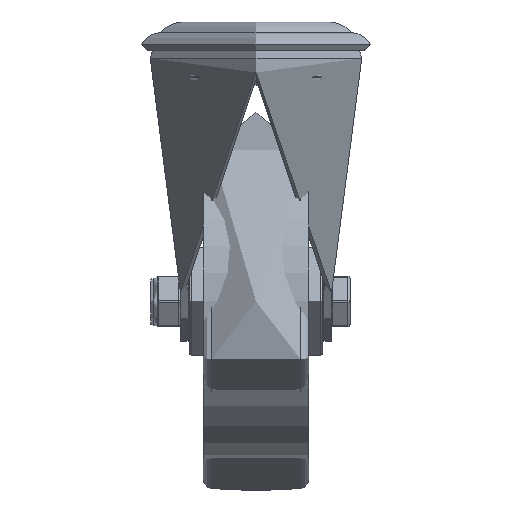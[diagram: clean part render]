
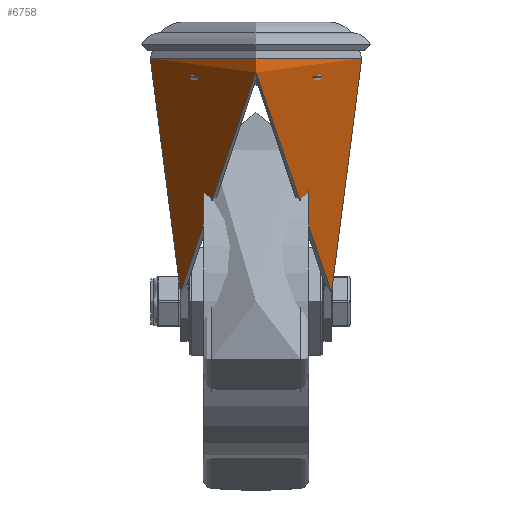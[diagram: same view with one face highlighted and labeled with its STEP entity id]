
A CAD part, left-side view. The second image highlights one B-rep face of the part: STEP entity #6758.
In plain terms, the highlighted cylindrical face has radius 35 mm (diameter 70 mm), a full revolution.
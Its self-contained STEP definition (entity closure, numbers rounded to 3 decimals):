
#204=B_SPLINE_CURVE_WITH_KNOTS('',3,(#10165,#10166,#10167,#10168,#10169,
#10170,#10171,#10172,#10173,#10174),.UNSPECIFIED.,.F.,.F.,(4,2,2,2,4),(-1.321,
-1.192,-1.063,-0.969,-0.875),
 .UNSPECIFIED.);
#205=B_SPLINE_CURVE_WITH_KNOTS('',3,(#10178,#10179,#10180,#10181,#10182,
#10183,#10184,#10185,#10186,#10187,#10188,#10189,#10190,#10191,#10192,#10193,
#10194,#10195,#10196,#10197,#10198,#10199,#10200,#10201,#10202,#10203,#10204,
#10205,#10206,#10207,#10208,#10209,#10210,#10211,#10212,#10213,#10214,#10215,
#10216,#10217,#10218,#10219,#10220,#10221,#10222,#10223,#10224,#10225,#10226,
#10227),.UNSPECIFIED.,.F.,.F.,(4,2,2,2,2,2,2,2,2,2,2,2,2,2,2,2,2,2,2,2,
2,2,2,2,4),(-24.922,-24.34,-23.155,-21.971,
-20.786,-19.761,-18.737,-17.712,
-16.688,-16.046,-15.403,-14.761,-14.119,
-13.477,-12.835,-12.192,-11.55,
-10.526,-9.501,-8.477,-7.452,
-6.268,-5.083,-3.898,-3.316),
 .UNSPECIFIED.);
#206=B_SPLINE_CURVE_WITH_KNOTS('',3,(#10230,#10231,#10232,#10233,#10234,
#10235,#10236,#10237,#10238,#10239),.UNSPECIFIED.,.F.,.F.,(4,2,2,2,4),(0.,
0.094,0.188,0.317,0.447),
 .UNSPECIFIED.);
#718=CYLINDRICAL_SURFACE('',#7390,35.);
#886=FACE_OUTER_BOUND('',#1312,.T.);
#1312=EDGE_LOOP('',(#4855,#4856,#4857,#4858,#4859,#4860,#4861,#4862,#4863,
#4864));
#1744=LINE('',#10161,#2233);
#1745=LINE('',#10176,#2234);
#1746=LINE('',#10229,#2235);
#2233=VECTOR('',#8271,35.);
#2234=VECTOR('',#8274,1000.);
#2235=VECTOR('',#8275,1000.);
#2775=CIRCLE('',#7379,35.);
#2784=CIRCLE('',#7391,35.);
#2785=CIRCLE('',#7392,35.);
#3078=VERTEX_POINT('',#10140);
#3084=VERTEX_POINT('',#10158);
#3085=VERTEX_POINT('',#10159);
#3086=VERTEX_POINT('',#10162);
#3087=VERTEX_POINT('',#10164);
#3088=VERTEX_POINT('',#10175);
#3089=VERTEX_POINT('',#10177);
#3090=VERTEX_POINT('',#10228);
#3746=EDGE_CURVE('',#3078,#3078,#2775,.T.);
#3755=EDGE_CURVE('',#3084,#3085,#2784,.T.);
#3756=EDGE_CURVE('',#3085,#3078,#1744,.T.);
#3757=EDGE_CURVE('',#3085,#3086,#2785,.T.);
#3758=EDGE_CURVE('',#3087,#3086,#204,.F.);
#3759=EDGE_CURVE('',#3087,#3088,#1745,.T.);
#3760=EDGE_CURVE('',#3088,#3089,#205,.T.);
#3761=EDGE_CURVE('',#3089,#3090,#1746,.T.);
#3762=EDGE_CURVE('',#3084,#3090,#206,.F.);
#4855=ORIENTED_EDGE('',*,*,#3755,.T.);
#4856=ORIENTED_EDGE('',*,*,#3756,.T.);
#4857=ORIENTED_EDGE('',*,*,#3746,.F.);
#4858=ORIENTED_EDGE('',*,*,#3756,.F.);
#4859=ORIENTED_EDGE('',*,*,#3757,.T.);
#4860=ORIENTED_EDGE('',*,*,#3758,.F.);
#4861=ORIENTED_EDGE('',*,*,#3759,.T.);
#4862=ORIENTED_EDGE('',*,*,#3760,.T.);
#4863=ORIENTED_EDGE('',*,*,#3761,.T.);
#4864=ORIENTED_EDGE('',*,*,#3762,.F.);
#6758=ADVANCED_FACE('',(#886),#718,.T.);
#7379=AXIS2_PLACEMENT_3D('',#10141,#8245,#8246);
#7390=AXIS2_PLACEMENT_3D('',#10157,#8267,#8268);
#7391=AXIS2_PLACEMENT_3D('',#10160,#8269,#8270);
#7392=AXIS2_PLACEMENT_3D('',#10163,#8272,#8273);
#8245=DIRECTION('center_axis',(0.,0.,1.));
#8246=DIRECTION('ref_axis',(-1.,0.,0.));
#8267=DIRECTION('center_axis',(0.,0.,-1.));
#8268=DIRECTION('ref_axis',(-1.,0.,0.));
#8269=DIRECTION('center_axis',(0.,0.,1.));
#8270=DIRECTION('ref_axis',(-1.,0.,0.));
#8271=DIRECTION('',(0.,0.,1.));
#8272=DIRECTION('center_axis',(0.,0.,1.));
#8273=DIRECTION('ref_axis',(-1.,0.,0.));
#8274=DIRECTION('',(0.,0.,-1.));
#8275=DIRECTION('',(0.,0.,1.));
#10140=CARTESIAN_POINT('',(35.,0.,-2.5));
#10141=CARTESIAN_POINT('Origin',(0.,0.,
-2.5));
#10157=CARTESIAN_POINT('Origin',(0.,0.,
0.));
#10158=CARTESIAN_POINT('',(26.81,-22.5,-4.));
#10159=CARTESIAN_POINT('',(35.,0.,-4.));
#10160=CARTESIAN_POINT('Origin',(0.,0.,
-4.));
#10161=CARTESIAN_POINT('',(35.,0.,0.));
#10162=CARTESIAN_POINT('',(26.81,22.5,-4.));
#10163=CARTESIAN_POINT('Origin',(0.,0.,
-4.));
#10164=CARTESIAN_POINT('',(24.495,25.,-6.5));
#10165=CARTESIAN_POINT('Ctrl Pts',(26.81,22.5,-4.));
#10166=CARTESIAN_POINT('Ctrl Pts',(26.533,22.83,-4.));
#10167=CARTESIAN_POINT('Ctrl Pts',(26.227,23.18,-4.068));
#10168=CARTESIAN_POINT('Ctrl Pts',(25.638,23.83,-4.354));
#10169=CARTESIAN_POINT('Ctrl Pts',(25.354,24.13,-4.57));
#10170=CARTESIAN_POINT('Ctrl Pts',(24.951,24.546,-5.039));
#10171=CARTESIAN_POINT('Ctrl Pts',(24.788,24.71,-5.291));
#10172=CARTESIAN_POINT('Ctrl Pts',(24.559,24.937,-5.865));
#10173=CARTESIAN_POINT('Ctrl Pts',(24.495,25.,-6.186));
#10174=CARTESIAN_POINT('Ctrl Pts',(24.495,25.,-6.5));
#10175=CARTESIAN_POINT('',(24.495,25.,-80.081));
#10176=CARTESIAN_POINT('',(24.495,25.,-50.25));
#10177=CARTESIAN_POINT('',(24.495,-25.,-80.081));
#10178=CARTESIAN_POINT('Ctrl Pts',(24.495,25.,-80.081));
#10179=CARTESIAN_POINT('Ctrl Pts',(23.542,25.934,-78.591));
#10180=CARTESIAN_POINT('Ctrl Pts',(22.544,26.804,-77.054));
#10181=CARTESIAN_POINT('Ctrl Pts',(19.404,29.251,-72.287));
#10182=CARTESIAN_POINT('Ctrl Pts',(17.141,30.626,-68.953));
#10183=CARTESIAN_POINT('Ctrl Pts',(12.417,32.827,-62.222));
#10184=CARTESIAN_POINT('Ctrl Pts',(9.956,33.651,-58.825));
#10185=CARTESIAN_POINT('Ctrl Pts',(4.977,34.738,-52.171));
#10186=CARTESIAN_POINT('Ctrl Pts',(2.46,35.,-48.915));
#10187=CARTESIAN_POINT('Ctrl Pts',(-2.127,35.,-43.154));
#10188=CARTESIAN_POINT('Ctrl Pts',(-4.383,34.804,-40.391));
#10189=CARTESIAN_POINT('Ctrl Pts',(-9.,33.905,-34.89));
#10190=CARTESIAN_POINT('Ctrl Pts',(-11.361,33.201,-32.153));
#10191=CARTESIAN_POINT('Ctrl Pts',(-16.018,31.222,-26.892));
#10192=CARTESIAN_POINT('Ctrl Pts',(-18.315,29.946,-24.366));
#10193=CARTESIAN_POINT('Ctrl Pts',(-22.669,26.802,-19.686));
#10194=CARTESIAN_POINT('Ctrl Pts',(-24.725,24.934,-17.532));
#10195=CARTESIAN_POINT('Ctrl Pts',(-27.729,21.43,-14.44));
#10196=CARTESIAN_POINT('Ctrl Pts',(-28.866,19.893,-13.285));
#10197=CARTESIAN_POINT('Ctrl Pts',(-30.934,16.495,-11.205));
#10198=CARTESIAN_POINT('Ctrl Pts',(-31.865,14.633,-10.28));
#10199=CARTESIAN_POINT('Ctrl Pts',(-33.396,10.685,-8.769));
#10200=CARTESIAN_POINT('Ctrl Pts',(-33.998,8.593,-8.181));
#10201=CARTESIAN_POINT('Ctrl Pts',(-34.8,4.322,-7.399));
#10202=CARTESIAN_POINT('Ctrl Pts',(-35.,2.141,-7.205));
#10203=CARTESIAN_POINT('Ctrl Pts',(-35.,-2.141,-7.205));
#10204=CARTESIAN_POINT('Ctrl Pts',(-34.8,-4.322,
-7.399));
#10205=CARTESIAN_POINT('Ctrl Pts',(-33.998,-8.593,-8.181));
#10206=CARTESIAN_POINT('Ctrl Pts',(-33.396,-10.685,
-8.769));
#10207=CARTESIAN_POINT('Ctrl Pts',(-31.865,-14.633,-10.28));
#10208=CARTESIAN_POINT('Ctrl Pts',(-30.934,-16.495,
-11.205));
#10209=CARTESIAN_POINT('Ctrl Pts',(-28.866,-19.893,
-13.285));
#10210=CARTESIAN_POINT('Ctrl Pts',(-27.729,-21.43,
-14.44));
#10211=CARTESIAN_POINT('Ctrl Pts',(-24.725,-24.934,
-17.532));
#10212=CARTESIAN_POINT('Ctrl Pts',(-22.669,-26.802,
-19.686));
#10213=CARTESIAN_POINT('Ctrl Pts',(-18.315,-29.946,-24.366));
#10214=CARTESIAN_POINT('Ctrl Pts',(-16.018,-31.222,
-26.892));
#10215=CARTESIAN_POINT('Ctrl Pts',(-11.361,-33.201,
-32.153));
#10216=CARTESIAN_POINT('Ctrl Pts',(-9.,-33.905,
-34.89));
#10217=CARTESIAN_POINT('Ctrl Pts',(-4.383,-34.804,
-40.391));
#10218=CARTESIAN_POINT('Ctrl Pts',(-2.127,-35.,-43.154));
#10219=CARTESIAN_POINT('Ctrl Pts',(2.46,-35.,-48.915));
#10220=CARTESIAN_POINT('Ctrl Pts',(4.977,-34.738,-52.171));
#10221=CARTESIAN_POINT('Ctrl Pts',(9.956,-33.651,-58.825));
#10222=CARTESIAN_POINT('Ctrl Pts',(12.417,-32.827,-62.222));
#10223=CARTESIAN_POINT('Ctrl Pts',(17.141,-30.626,-68.953));
#10224=CARTESIAN_POINT('Ctrl Pts',(19.404,-29.251,-72.287));
#10225=CARTESIAN_POINT('Ctrl Pts',(22.544,-26.804,-77.054));
#10226=CARTESIAN_POINT('Ctrl Pts',(23.542,-25.934,-78.591));
#10227=CARTESIAN_POINT('Ctrl Pts',(24.495,-25.,-80.081));
#10228=CARTESIAN_POINT('',(24.495,-25.,-6.5));
#10229=CARTESIAN_POINT('',(24.495,-25.,-50.25));
#10230=CARTESIAN_POINT('Ctrl Pts',(24.495,-25.,-6.5));
#10231=CARTESIAN_POINT('Ctrl Pts',(24.495,-25.,-6.186));
#10232=CARTESIAN_POINT('Ctrl Pts',(24.559,-24.937,-5.865));
#10233=CARTESIAN_POINT('Ctrl Pts',(24.788,-24.71,-5.291));
#10234=CARTESIAN_POINT('Ctrl Pts',(24.951,-24.546,-5.039));
#10235=CARTESIAN_POINT('Ctrl Pts',(25.354,-24.13,-4.57));
#10236=CARTESIAN_POINT('Ctrl Pts',(25.638,-23.83,-4.354));
#10237=CARTESIAN_POINT('Ctrl Pts',(26.227,-23.18,-4.068));
#10238=CARTESIAN_POINT('Ctrl Pts',(26.533,-22.83,-4.));
#10239=CARTESIAN_POINT('Ctrl Pts',(26.81,-22.5,-4.));
